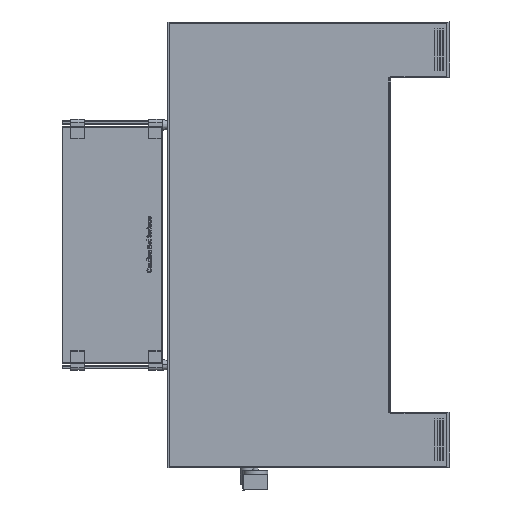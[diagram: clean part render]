
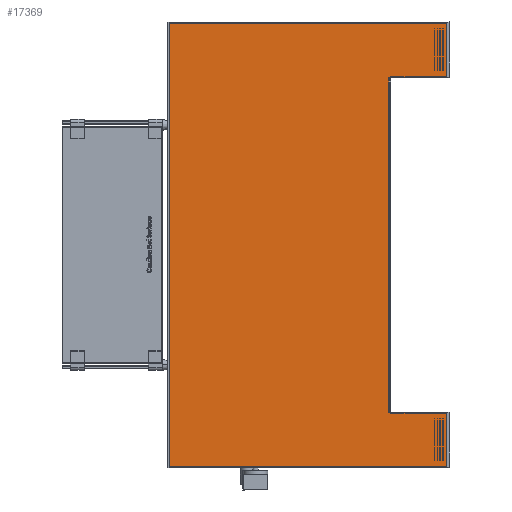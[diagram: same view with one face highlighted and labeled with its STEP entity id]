
A CAD part, left-side view. The second image highlights one B-rep face of the part: STEP entity #17369.
In plain terms, the highlighted face is planar.
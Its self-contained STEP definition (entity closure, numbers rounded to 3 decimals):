
#1071 = ORIENTED_EDGE ( 'NONE', *, *, #33913, .T. ) ;
#1110 = EDGE_CURVE ( 'NONE', #8002, #38218, #44685, .T. ) ;
#1586 = DIRECTION ( 'NONE',  ( 0., 0., 1. ) ) ;
#3090 = VECTOR ( 'NONE', #14829, 1000. ) ;
#4155 = FACE_OUTER_BOUND ( 'NONE', #39034, .T. ) ;
#4642 = ORIENTED_EDGE ( 'NONE', *, *, #9984, .F. ) ;
#5314 = DIRECTION ( 'NONE',  ( 1., 0., 0. ) ) ;
#6065 = LINE ( 'NONE', #40463, #8578 ) ;
#6347 = DIRECTION ( 'NONE',  ( 0., 1., 0. ) ) ;
#8002 = VERTEX_POINT ( 'NONE', #41009 ) ;
#8005 = CARTESIAN_POINT ( 'NONE',  ( -300., -250., -2. ) ) ;
#8578 = VECTOR ( 'NONE', #6347, 1000. ) ;
#9334 = ORIENTED_EDGE ( 'NONE', *, *, #45465, .F. ) ;
#9703 = LINE ( 'NONE', #33198, #40714 ) ;
#9984 = EDGE_CURVE ( 'NONE', #27553, #35269, #19138, .T. ) ;
#11004 = VECTOR ( 'NONE', #11210, 1000. ) ;
#11210 = DIRECTION ( 'NONE',  ( 1., 0., 0. ) ) ;
#11265 = CARTESIAN_POINT ( 'NONE',  ( -300., -250., -2. ) ) ;
#11284 = VERTEX_POINT ( 'NONE', #44637 ) ;
#11637 = ORIENTED_EDGE ( 'NONE', *, *, #19229, .F. ) ;
#12652 = VECTOR ( 'NONE', #25788, 1000. ) ;
#12793 = VECTOR ( 'NONE', #22667, 1000. ) ;
#13302 = VERTEX_POINT ( 'NONE', #25236 ) ;
#14143 = ORIENTED_EDGE ( 'NONE', *, *, #1110, .F. ) ;
#14829 = DIRECTION ( 'NONE',  ( -1., 0., 0. ) ) ;
#15041 = DIRECTION ( 'NONE',  ( -1., 0., 0. ) ) ;
#15330 = DIRECTION ( 'NONE',  ( 1., 0., 0. ) ) ;
#17369 = ADVANCED_FACE ( 'NONE', ( #4155 ), #26941, .F. ) ;
#19138 = LINE ( 'NONE', #22929, #3090 ) ;
#19229 = EDGE_CURVE ( 'NONE', #37818, #47024, #30984, .T. ) ;
#19274 = CARTESIAN_POINT ( 'NONE',  ( -300., -146., -2. ) ) ;
#19862 = VECTOR ( 'NONE', #5314, 1000. ) ;
#19950 = VECTOR ( 'NONE', #22636, 1000. ) ;
#21153 = CARTESIAN_POINT ( 'NONE',  ( 299.5, -146., -2. ) ) ;
#21747 = LINE ( 'NONE', #37160, #12652 ) ;
#22636 = DIRECTION ( 'NONE',  ( 0., -1., 0. ) ) ;
#22667 = DIRECTION ( 'NONE',  ( 1., 0., 0. ) ) ;
#22929 = CARTESIAN_POINT ( 'NONE',  ( -398., 248., -2. ) ) ;
#23481 = DIRECTION ( 'NONE',  ( 0., -1., 0. ) ) ;
#25236 = CARTESIAN_POINT ( 'NONE',  ( -300., -146., -2. ) ) ;
#25313 = CARTESIAN_POINT ( 'NONE',  ( -299.5, -146., -2. ) ) ;
#25315 = VERTEX_POINT ( 'NONE', #21153 ) ;
#25788 = DIRECTION ( 'NONE',  ( -1., 0., 0. ) ) ;
#25811 = ORIENTED_EDGE ( 'NONE', *, *, #32190, .F. ) ;
#26512 = LINE ( 'NONE', #45397, #41659 ) ;
#26705 = CARTESIAN_POINT ( 'NONE',  ( 0., 0., -2. ) ) ;
#26941 = PLANE ( 'NONE',  #44242 ) ;
#26966 = CARTESIAN_POINT ( 'NONE',  ( 398., 248., -2. ) ) ;
#27277 = CARTESIAN_POINT ( 'NONE',  ( -398., -250., -2. ) ) ;
#27553 = VERTEX_POINT ( 'NONE', #26966 ) ;
#28380 = EDGE_CURVE ( 'NONE', #25315, #38757, #21747, .T. ) ;
#30984 = LINE ( 'NONE', #42064, #12793 ) ;
#32190 = EDGE_CURVE ( 'NONE', #38218, #27553, #9703, .T. ) ;
#33198 = CARTESIAN_POINT ( 'NONE',  ( 398., -250., -2. ) ) ;
#33512 = EDGE_CURVE ( 'NONE', #11284, #25315, #34034, .T. ) ;
#33913 = EDGE_CURVE ( 'NONE', #8002, #11284, #6065, .T. ) ;
#34034 = LINE ( 'NONE', #49641, #39179 ) ;
#35269 = VERTEX_POINT ( 'NONE', #43178 ) ;
#36441 = CARTESIAN_POINT ( 'NONE',  ( -398., -250., -2. ) ) ;
#37160 = CARTESIAN_POINT ( 'NONE',  ( 300., -146., -2. ) ) ;
#37818 = VERTEX_POINT ( 'NONE', #27277 ) ;
#38218 = VERTEX_POINT ( 'NONE', #44479 ) ;
#38757 = VERTEX_POINT ( 'NONE', #25313 ) ;
#39034 = EDGE_LOOP ( 'NONE', ( #1071, #39043, #49965, #47440, #44788, #11637, #9334, #4642, #25811, #14143 ) ) ;
#39043 = ORIENTED_EDGE ( 'NONE', *, *, #33512, .T. ) ;
#39179 = VECTOR ( 'NONE', #15041, 1000. ) ;
#40463 = CARTESIAN_POINT ( 'NONE',  ( 300., -250., -2. ) ) ;
#40714 = VECTOR ( 'NONE', #44489, 1000. ) ;
#41009 = CARTESIAN_POINT ( 'NONE',  ( 300., -250., -2. ) ) ;
#41497 = EDGE_CURVE ( 'NONE', #13302, #47024, #41527, .T. ) ;
#41527 = LINE ( 'NONE', #11265, #19950 ) ;
#41659 = VECTOR ( 'NONE', #23481, 1000. ) ;
#42064 = CARTESIAN_POINT ( 'NONE',  ( -398., -250., -2. ) ) ;
#42274 = EDGE_CURVE ( 'NONE', #13302, #38757, #42738, .T. ) ;
#42738 = LINE ( 'NONE', #19274, #11004 ) ;
#43178 = CARTESIAN_POINT ( 'NONE',  ( -398., 248., -2. ) ) ;
#44242 = AXIS2_PLACEMENT_3D ( 'NONE', #26705, #1586, #15330 ) ;
#44479 = CARTESIAN_POINT ( 'NONE',  ( 398., -250., -2. ) ) ;
#44489 = DIRECTION ( 'NONE',  ( 0., 1., 0. ) ) ;
#44637 = CARTESIAN_POINT ( 'NONE',  ( 300., -146., -2. ) ) ;
#44685 = LINE ( 'NONE', #36441, #19862 ) ;
#44788 = ORIENTED_EDGE ( 'NONE', *, *, #41497, .T. ) ;
#45397 = CARTESIAN_POINT ( 'NONE',  ( -398., -250., -2. ) ) ;
#45465 = EDGE_CURVE ( 'NONE', #35269, #37818, #26512, .T. ) ;
#47024 = VERTEX_POINT ( 'NONE', #8005 ) ;
#47440 = ORIENTED_EDGE ( 'NONE', *, *, #42274, .F. ) ;
#49641 = CARTESIAN_POINT ( 'NONE',  ( 300., -146., -2. ) ) ;
#49965 = ORIENTED_EDGE ( 'NONE', *, *, #28380, .T. ) ;
